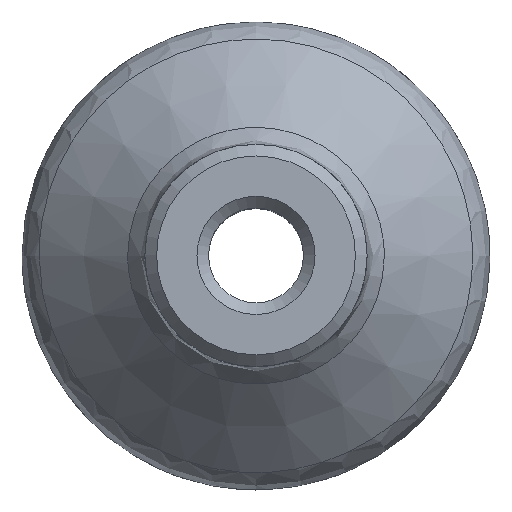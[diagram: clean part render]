
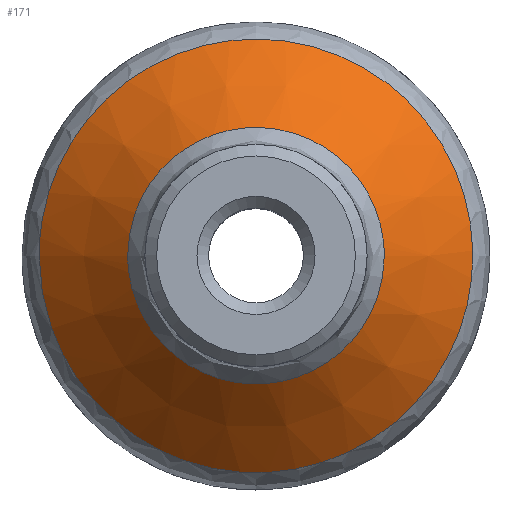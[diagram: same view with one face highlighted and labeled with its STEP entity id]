
A CAD part, top view. The second image highlights one B-rep face of the part: STEP entity #171.
In plain terms, the highlighted conical face has half-angle 45 degrees and reference radius 9.5 mm.
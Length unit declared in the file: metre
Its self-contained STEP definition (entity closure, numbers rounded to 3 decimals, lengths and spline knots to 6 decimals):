
#14=CONICAL_SURFACE('',#210,0.0095,0.785);
#20=B_SPLINE_CURVE_WITH_KNOTS('',3,(#337,#338,#339,#340,#341,#342,#343,
#344,#345,#346,#347,#348,#349,#350,#351,#352,#353,#354,#355),
 .UNSPECIFIED.,.T.,.F.,(1,1,1,1,1,1,1,1,1,1,1,1,1,1,1,1,1,1,1,1,1,1,1),
(-0.1875,-0.125,-0.0625,0.,0.0625,0.125,0.1875,0.25,0.3125,0.375,0.4375,
0.5,0.5625,0.625,0.6875,0.75,0.8125,0.875,0.9375,1.,1.0625,1.125,1.1875),
 .UNSPECIFIED.);
#21=B_SPLINE_CURVE_WITH_KNOTS('',3,(#357,#358,#359,#360,#361,#362,#363,
#364,#365,#366,#367,#368,#369,#370,#371,#372,#373,#374,#375),
 .UNSPECIFIED.,.T.,.F.,(1,1,1,1,1,1,1,1,1,1,1,1,1,1,1,1,1,1,1,1,1,1,1),
(-0.1875,-0.125,-0.0625,0.,0.0625,0.125,0.1875,0.25,0.3125,0.375,0.4375,
0.5,0.5625,0.625,0.6875,0.75,0.8125,0.875,0.9375,1.,1.0625,1.125,1.1875),
 .UNSPECIFIED.);
#44=ORIENTED_EDGE('',*,*,#69,.T.);
#45=ORIENTED_EDGE('',*,*,#70,.T.);
#69=EDGE_CURVE('',#84,#84,#20,.T.);
#70=EDGE_CURVE('',#85,#85,#21,.T.);
#84=VERTEX_POINT('',#356);
#85=VERTEX_POINT('',#376);
#115=EDGE_LOOP('',(#44));
#116=EDGE_LOOP('',(#45));
#145=FACE_BOUND('',#115,.T.);
#146=FACE_BOUND('',#116,.T.);
#171=ADVANCED_FACE('',(#145,#146),#14,.T.);
#210=AXIS2_PLACEMENT_3D('',#336,#256,#257);
#256=DIRECTION('',(0.,0.,-1.));
#257=DIRECTION('',(-1.,0.,0.));
#336=CARTESIAN_POINT('',(0.,0.,0.1335));
#337=CARTESIAN_POINT('',(0.010394,0.004305,0.132036));
#338=CARTESIAN_POINT('',(0.01125,0.,0.132036));
#339=CARTESIAN_POINT('',(0.010394,-0.004305,0.132036));
#340=CARTESIAN_POINT('',(0.007955,-0.007955,0.132036));
#341=CARTESIAN_POINT('',(0.004305,-0.010394,0.132036));
#342=CARTESIAN_POINT('',(0.,-0.01125,0.132036));
#343=CARTESIAN_POINT('',(-0.004305,-0.010394,0.132036));
#344=CARTESIAN_POINT('',(-0.007955,-0.007955,0.132036));
#345=CARTESIAN_POINT('',(-0.010394,-0.004305,0.132036));
#346=CARTESIAN_POINT('',(-0.01125,0.,0.132036));
#347=CARTESIAN_POINT('',(-0.010394,0.004305,0.132036));
#348=CARTESIAN_POINT('',(-0.007955,0.007955,0.132036));
#349=CARTESIAN_POINT('',(-0.004305,0.010394,0.132036));
#350=CARTESIAN_POINT('',(0.,0.01125,0.132036));
#351=CARTESIAN_POINT('',(0.004305,0.010394,0.132036));
#352=CARTESIAN_POINT('',(0.007955,0.007955,0.132036));
#353=CARTESIAN_POINT('',(0.010394,0.004305,0.132036));
#354=CARTESIAN_POINT('',(0.01125,0.,0.132036));
#355=CARTESIAN_POINT('',(0.010394,-0.004305,0.132036));
#356=CARTESIAN_POINT('',(0.010964,0.,0.132036));
#357=CARTESIAN_POINT('',(-0.01757,0.007278,0.124464));
#358=CARTESIAN_POINT('',(-0.019018,0.,0.124464));
#359=CARTESIAN_POINT('',(-0.01757,-0.007278,0.124464));
#360=CARTESIAN_POINT('',(-0.013448,-0.013448,0.124464));
#361=CARTESIAN_POINT('',(-0.007278,-0.01757,0.124464));
#362=CARTESIAN_POINT('',(0.,-0.019018,0.124464));
#363=CARTESIAN_POINT('',(0.007278,-0.01757,0.124464));
#364=CARTESIAN_POINT('',(0.013448,-0.013448,0.124464));
#365=CARTESIAN_POINT('',(0.01757,-0.007278,0.124464));
#366=CARTESIAN_POINT('',(0.019018,0.,0.124464));
#367=CARTESIAN_POINT('',(0.01757,0.007278,0.124464));
#368=CARTESIAN_POINT('',(0.013448,0.013448,0.124464));
#369=CARTESIAN_POINT('',(0.007278,0.01757,0.124464));
#370=CARTESIAN_POINT('',(0.,0.019018,0.124464));
#371=CARTESIAN_POINT('',(-0.007278,0.01757,0.124464));
#372=CARTESIAN_POINT('',(-0.013448,0.013448,0.124464));
#373=CARTESIAN_POINT('',(-0.01757,0.007278,0.124464));
#374=CARTESIAN_POINT('',(-0.019018,0.,0.124464));
#375=CARTESIAN_POINT('',(-0.01757,-0.007278,0.124464));
#376=CARTESIAN_POINT('',(-0.018536,0.,0.124464));
